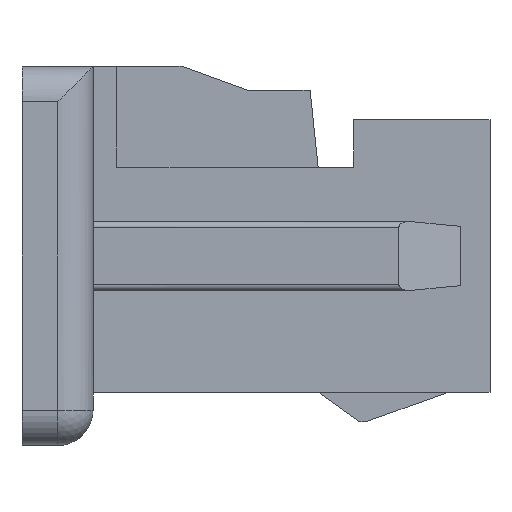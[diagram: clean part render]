
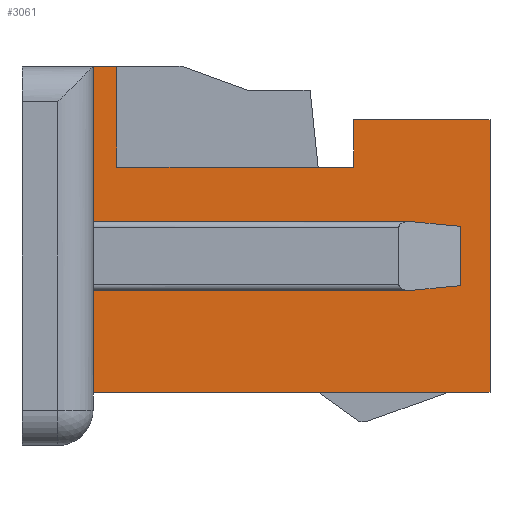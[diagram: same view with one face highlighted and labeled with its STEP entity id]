
A CAD part, left-side view. The second image highlights one B-rep face of the part: STEP entity #3061.
In plain terms, the highlighted planar face has unit normal (-1, 0, 0).
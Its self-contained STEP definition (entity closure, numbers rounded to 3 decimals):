
#554=DIRECTION('',(0.,-1.,0.));
#555=VECTOR('',#554,0.2);
#556=CARTESIAN_POINT('',(-1.475,1.375,1.6));
#557=LINE('',#556,#555);
#738=DIRECTION('',(0.,0.,1.));
#739=VECTOR('',#738,2.3);
#740=CARTESIAN_POINT('',(-1.475,-1.975,-1.15));
#741=LINE('',#740,#739);
#818=DIRECTION('',(0.,0.,1.));
#819=VECTOR('',#818,0.9);
#820=CARTESIAN_POINT('',(-1.475,1.375,-1.15));
#821=LINE('',#820,#819);
#822=DIRECTION('',(0.,0.,1.));
#823=VECTOR('',#822,0.5);
#824=CARTESIAN_POINT('',(-1.475,-1.725,-0.25));
#825=LINE('',#824,#823);
#826=DIRECTION('',(0.,-1.,0.));
#827=VECTOR('',#826,3.1);
#828=CARTESIAN_POINT('',(-1.475,1.375,0.25));
#829=LINE('',#828,#827);
#830=DIRECTION('',(0.,0.,1.));
#831=VECTOR('',#830,1.35);
#832=CARTESIAN_POINT('',(-1.475,1.375,0.25));
#833=LINE('',#832,#831);
#834=DIRECTION('',(0.,0.,-1.));
#835=VECTOR('',#834,0.85);
#836=CARTESIAN_POINT('',(-1.475,1.175,1.6));
#837=LINE('',#836,#835);
#838=DIRECTION('',(0.,1.,0.));
#839=VECTOR('',#838,2.);
#840=CARTESIAN_POINT('',(-1.475,-0.825,0.75));
#841=LINE('',#840,#839);
#842=DIRECTION('',(0.,0.,-1.));
#843=VECTOR('',#842,0.4);
#844=CARTESIAN_POINT('',(-1.475,-0.825,1.15));
#845=LINE('',#844,#843);
#846=DIRECTION('',(0.,1.,0.));
#847=VECTOR('',#846,1.15);
#848=CARTESIAN_POINT('',(-1.475,-1.975,1.15));
#849=LINE('',#848,#847);
#850=DIRECTION('',(0.,-1.,0.));
#851=VECTOR('',#850,3.35);
#852=CARTESIAN_POINT('',(-1.475,1.375,-1.15));
#853=LINE('',#852,#851);
#858=DIRECTION('',(0.,-1.,0.));
#859=VECTOR('',#858,3.1);
#860=CARTESIAN_POINT('',(-1.475,1.375,-0.25));
#861=LINE('',#860,#859);
#1411=CARTESIAN_POINT('',(-1.475,1.375,-1.15));
#1412=CARTESIAN_POINT('',(-1.475,-1.975,-1.15));
#1413=VERTEX_POINT('',#1411);
#1414=VERTEX_POINT('',#1412);
#1415=CARTESIAN_POINT('',(-1.475,-1.975,1.15));
#1416=CARTESIAN_POINT('',(-1.475,-0.825,1.15));
#1417=VERTEX_POINT('',#1415);
#1418=VERTEX_POINT('',#1416);
#1419=CARTESIAN_POINT('',(-1.475,-0.825,0.75));
#1420=VERTEX_POINT('',#1419);
#1421=CARTESIAN_POINT('',(-1.475,1.175,0.75));
#1422=VERTEX_POINT('',#1421);
#1423=CARTESIAN_POINT('',(-1.475,1.175,1.6));
#1424=VERTEX_POINT('',#1423);
#1439=CARTESIAN_POINT('',(-1.475,1.375,1.6));
#1440=VERTEX_POINT('',#1439);
#1791=CARTESIAN_POINT('',(-1.475,-1.725,-0.25));
#1792=CARTESIAN_POINT('',(-1.475,-1.725,0.25));
#1793=VERTEX_POINT('',#1791);
#1794=VERTEX_POINT('',#1792);
#1799=CARTESIAN_POINT('',(-1.475,1.375,0.25));
#1800=VERTEX_POINT('',#1799);
#1801=CARTESIAN_POINT('',(-1.475,1.375,-0.25));
#1802=VERTEX_POINT('',#1801);
#3035=CARTESIAN_POINT('',(-1.475,1.375,-1.6));
#3036=DIRECTION('',(-1.,0.,0.));
#3037=DIRECTION('',(0.,-1.,0.));
#3038=AXIS2_PLACEMENT_3D('',#3035,#3036,#3037);
#3039=PLANE('',#3038);
#3040=ORIENTED_EDGE('',*,*,#2736,.T.);
#3042=ORIENTED_EDGE('',*,*,#3041,.T.);
#3044=ORIENTED_EDGE('',*,*,#3043,.T.);
#3046=ORIENTED_EDGE('',*,*,#3045,.F.);
#3047=ORIENTED_EDGE('',*,*,#2724,.T.);
#3048=ORIENTED_EDGE('',*,*,#2693,.T.);
#3050=ORIENTED_EDGE('',*,*,#3049,.T.);
#3052=ORIENTED_EDGE('',*,*,#3051,.F.);
#3054=ORIENTED_EDGE('',*,*,#3053,.F.);
#3056=ORIENTED_EDGE('',*,*,#3055,.F.);
#3057=ORIENTED_EDGE('',*,*,#2948,.F.);
#3058=ORIENTED_EDGE('',*,*,#2874,.F.);
#3059=EDGE_LOOP('',(#3040,#3042,#3044,#3046,#3047,#3048,#3050,#3052,#3054,#3056,
#3057,#3058));
#3060=FACE_OUTER_BOUND('',#3059,.F.);
#3061=ADVANCED_FACE('',(#3060),#3039,.T.);
#2693=EDGE_CURVE('',#1440,#1424,#557,.T.);
#2724=EDGE_CURVE('',#1800,#1440,#833,.T.);
#2736=EDGE_CURVE('',#1413,#1802,#821,.T.);
#2874=EDGE_CURVE('',#1413,#1414,#853,.T.);
#2948=EDGE_CURVE('',#1414,#1417,#741,.T.);
#3041=EDGE_CURVE('',#1802,#1793,#861,.T.);
#3043=EDGE_CURVE('',#1793,#1794,#825,.T.);
#3045=EDGE_CURVE('',#1800,#1794,#829,.T.);
#3049=EDGE_CURVE('',#1424,#1422,#837,.T.);
#3051=EDGE_CURVE('',#1420,#1422,#841,.T.);
#3053=EDGE_CURVE('',#1418,#1420,#845,.T.);
#3055=EDGE_CURVE('',#1417,#1418,#849,.T.);
